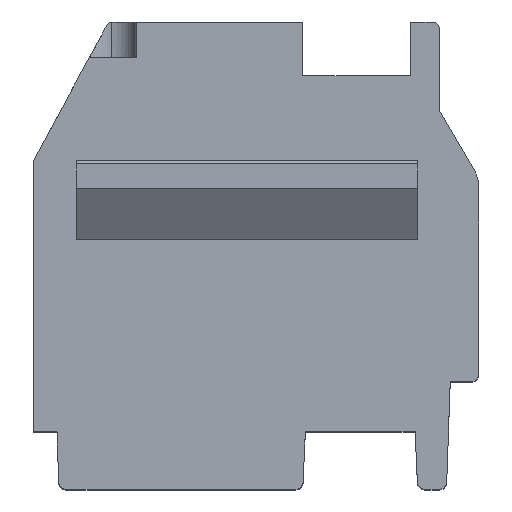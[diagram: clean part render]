
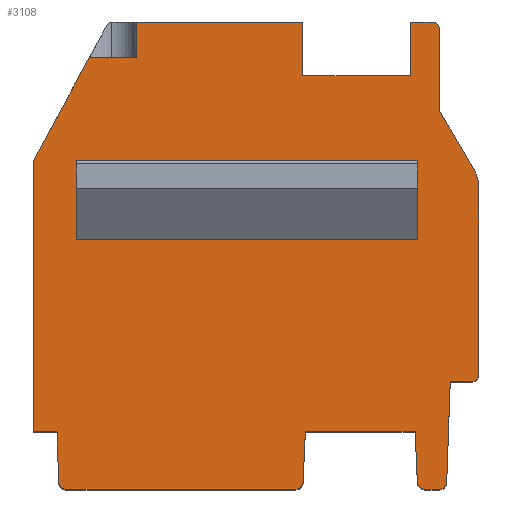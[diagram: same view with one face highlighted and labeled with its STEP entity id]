
A CAD part, top view. The second image highlights one B-rep face of the part: STEP entity #3108.
In plain terms, the highlighted planar face has unit normal (0, 0, 1).
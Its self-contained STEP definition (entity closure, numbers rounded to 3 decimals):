
#13=DIRECTION('',(0.,1.,0.));
#14=VECTOR('',#13,1.55);
#15=CARTESIAN_POINT('',(-5.188,0.15,7.5));
#16=LINE('',#15,#14);
#17=DIRECTION('',(-1.,0.,0.));
#18=VECTOR('',#17,9.5);
#19=CARTESIAN_POINT('',(4.312,0.15,7.5));
#20=LINE('',#19,#18);
#21=DIRECTION('',(0.,1.,0.));
#22=VECTOR('',#21,1.55);
#23=CARTESIAN_POINT('',(4.312,0.15,7.5));
#24=LINE('',#23,#22);
#25=DIRECTION('',(-1.,0.,0.));
#26=VECTOR('',#25,9.5);
#27=CARTESIAN_POINT('',(4.312,1.7,7.5));
#28=LINE('',#27,#26);
#29=DIRECTION('',(0.045,0.999,0.));
#30=VECTOR('',#29,1.411);
#31=CARTESIAN_POINT('',(1.12,-6.609,7.5));
#32=LINE('',#31,#30);
#33=CARTESIAN_POINT('',(0.92,-6.6,7.5));
#34=DIRECTION('',(0.,0.,1.));
#35=DIRECTION('',(0.,-1.,0.));
#36=AXIS2_PLACEMENT_3D('',#33,#34,#35);
#38=DIRECTION('',(1.,0.,0.));
#39=VECTOR('',#38,6.396);
#40=CARTESIAN_POINT('',(-5.475,-6.8,7.5));
#41=LINE('',#40,#39);
#42=CARTESIAN_POINT('',(-5.475,-6.6,7.5));
#43=DIRECTION('',(0.,0.,1.));
#44=DIRECTION('',(-0.999,-0.035,0.));
#45=AXIS2_PLACEMENT_3D('',#42,#43,#44);
#47=DIRECTION('',(0.035,-0.999,0.));
#48=VECTOR('',#47,1.408);
#49=CARTESIAN_POINT('',(-5.724,-5.2,7.5));
#50=LINE('',#49,#48);
#51=DIRECTION('',(0.,1.,0.));
#52=VECTOR('',#51,7.53);
#53=CARTESIAN_POINT('',(-6.388,-5.2,7.5));
#54=LINE('',#53,#52);
#55=DIRECTION('',(-0.477,-0.879,0.));
#56=VECTOR('',#55,3.266);
#57=CARTESIAN_POINT('',(-4.83,5.2,7.5));
#58=LINE('',#57,#56);
#59=DIRECTION('',(1.,0.,0.));
#60=VECTOR('',#59,1.316);
#61=CARTESIAN_POINT('',(-4.83,5.2,7.5));
#62=LINE('',#61,#60);
#63=DIRECTION('',(0.,1.,0.));
#64=VECTOR('',#63,1.);
#65=CARTESIAN_POINT('',(-3.514,5.2,7.5));
#66=LINE('',#65,#64);
#67=DIRECTION('',(-1.,0.,0.));
#68=VECTOR('',#67,4.626);
#69=CARTESIAN_POINT('',(1.112,6.2,7.5));
#70=LINE('',#69,#68);
#71=DIRECTION('',(0.,-1.,0.));
#72=VECTOR('',#71,1.5);
#73=CARTESIAN_POINT('',(1.112,6.2,7.5));
#74=LINE('',#73,#72);
#75=DIRECTION('',(1.,0.,0.));
#76=VECTOR('',#75,3.);
#77=CARTESIAN_POINT('',(1.112,4.7,7.5));
#78=LINE('',#77,#76);
#79=DIRECTION('',(0.,-1.,0.));
#80=VECTOR('',#79,1.5);
#81=CARTESIAN_POINT('',(4.112,6.2,7.5));
#82=LINE('',#81,#80);
#83=DIRECTION('',(-1.,0.,0.));
#84=VECTOR('',#83,0.6);
#85=CARTESIAN_POINT('',(4.712,6.2,7.5));
#86=LINE('',#85,#84);
#87=CARTESIAN_POINT('',(4.712,6.,7.5));
#88=DIRECTION('',(0.,0.,1.));
#89=DIRECTION('',(1.,0.,0.));
#90=AXIS2_PLACEMENT_3D('',#87,#88,#89);
#92=DIRECTION('',(0.,1.,0.));
#93=VECTOR('',#92,2.259);
#94=CARTESIAN_POINT('',(4.912,3.741,7.5));
#95=LINE('',#94,#93);
#96=DIRECTION('',(-0.504,0.864,0.));
#97=VECTOR('',#96,1.913);
#98=CARTESIAN_POINT('',(5.876,2.089,7.5));
#99=LINE('',#98,#97);
#100=CARTESIAN_POINT('',(5.012,1.585,7.5));
#101=DIRECTION('',(0.,0.,1.));
#102=DIRECTION('',(1.,0.,0.));
#103=AXIS2_PLACEMENT_3D('',#100,#101,#102);
#105=DIRECTION('',(0.,1.,0.));
#106=VECTOR('',#105,5.187);
#107=CARTESIAN_POINT('',(6.012,-3.602,7.5));
#108=LINE('',#107,#106);
#109=CARTESIAN_POINT('',(5.812,-3.602,7.5));
#110=DIRECTION('',(0.,0.,1.));
#111=DIRECTION('',(0.,-1.,0.));
#112=AXIS2_PLACEMENT_3D('',#109,#110,#111);
#114=DIRECTION('',(1.,0.,0.));
#115=VECTOR('',#114,0.598);
#116=CARTESIAN_POINT('',(5.214,-3.802,7.5));
#117=LINE('',#116,#115);
#118=DIRECTION('',(0.035,0.999,0.));
#119=VECTOR('',#118,2.807);
#120=CARTESIAN_POINT('',(5.116,-6.607,7.5));
#121=LINE('',#120,#119);
#122=CARTESIAN_POINT('',(4.916,-6.6,7.5));
#123=DIRECTION('',(0.,0.,-1.));
#124=DIRECTION('',(0.999,-0.035,0.));
#125=AXIS2_PLACEMENT_3D('',#122,#123,#124);
#127=DIRECTION('',(-1.,0.,0.));
#128=VECTOR('',#127,0.416);
#129=CARTESIAN_POINT('',(4.916,-6.8,7.5));
#130=LINE('',#129,#128);
#131=CARTESIAN_POINT('',(4.501,-6.6,7.5));
#132=DIRECTION('',(0.,0.,-1.));
#133=DIRECTION('',(0.,-1.,0.));
#134=AXIS2_PLACEMENT_3D('',#131,#132,#133);
#136=DIRECTION('',(-0.045,0.999,0.));
#137=VECTOR('',#136,1.411);
#138=CARTESIAN_POINT('',(4.301,-6.609,7.5));
#139=LINE('',#138,#137);
#214=DIRECTION('',(1.,0.,0.));
#215=VECTOR('',#214,0.664);
#216=CARTESIAN_POINT('',(-6.388,-5.2,7.5));
#217=LINE('',#216,#215);
#230=DIRECTION('',(1.,0.,0.));
#231=VECTOR('',#230,3.052);
#232=CARTESIAN_POINT('',(1.184,-5.2,7.5));
#233=LINE('',#232,#231);
#2363=CARTESIAN_POINT('',(4.916,-6.8,7.5));
#2364=CARTESIAN_POINT('',(4.501,-6.8,7.5));
#2365=VERTEX_POINT('',#2363);
#2366=VERTEX_POINT('',#2364);
#2367=CARTESIAN_POINT('',(5.116,-6.607,7.5));
#2368=VERTEX_POINT('',#2367);
#2369=CARTESIAN_POINT('',(-6.388,-5.2,7.5));
#2370=CARTESIAN_POINT('',(-6.388,2.33,7.5));
#2371=VERTEX_POINT('',#2369);
#2372=VERTEX_POINT('',#2370);
#2373=CARTESIAN_POINT('',(4.301,-6.609,7.5));
#2374=CARTESIAN_POINT('',(4.237,-5.2,7.5));
#2375=VERTEX_POINT('',#2373);
#2376=VERTEX_POINT('',#2374);
#2410=CARTESIAN_POINT('',(-4.83,5.2,7.5));
#2411=CARTESIAN_POINT('',(-3.514,5.2,7.5));
#2412=VERTEX_POINT('',#2410);
#2413=VERTEX_POINT('',#2411);
#2414=CARTESIAN_POINT('',(-3.514,6.2,7.5));
#2415=VERTEX_POINT('',#2414);
#2461=CARTESIAN_POINT('',(-5.188,0.15,7.5));
#2462=CARTESIAN_POINT('',(-5.188,1.7,7.5));
#2463=VERTEX_POINT('',#2461);
#2464=VERTEX_POINT('',#2462);
#2465=CARTESIAN_POINT('',(4.312,0.15,7.5));
#2466=CARTESIAN_POINT('',(4.312,1.7,7.5));
#2467=VERTEX_POINT('',#2465);
#2468=VERTEX_POINT('',#2466);
#2475=CARTESIAN_POINT('',(5.812,-3.802,7.5));
#2476=CARTESIAN_POINT('',(6.012,-3.602,7.5));
#2477=VERTEX_POINT('',#2475);
#2478=VERTEX_POINT('',#2476);
#2479=CARTESIAN_POINT('',(6.012,1.585,7.5));
#2480=VERTEX_POINT('',#2479);
#2481=CARTESIAN_POINT('',(5.876,2.089,7.5));
#2482=VERTEX_POINT('',#2481);
#2495=CARTESIAN_POINT('',(5.214,-3.802,7.5));
#2496=VERTEX_POINT('',#2495);
#2501=CARTESIAN_POINT('',(4.912,3.741,7.5));
#2502=VERTEX_POINT('',#2501);
#2503=CARTESIAN_POINT('',(4.912,6.,7.5));
#2504=VERTEX_POINT('',#2503);
#2535=CARTESIAN_POINT('',(4.712,6.2,7.5));
#2536=VERTEX_POINT('',#2535);
#2685=CARTESIAN_POINT('',(4.112,6.2,7.5));
#2686=CARTESIAN_POINT('',(4.112,4.7,7.5));
#2687=VERTEX_POINT('',#2685);
#2688=VERTEX_POINT('',#2686);
#2689=CARTESIAN_POINT('',(1.112,6.2,7.5));
#2690=CARTESIAN_POINT('',(1.112,4.7,7.5));
#2691=VERTEX_POINT('',#2689);
#2692=VERTEX_POINT('',#2690);
#2763=CARTESIAN_POINT('',(-5.675,-6.607,7.5));
#2764=CARTESIAN_POINT('',(-5.475,-6.8,7.5));
#2765=VERTEX_POINT('',#2763);
#2766=VERTEX_POINT('',#2764);
#2767=CARTESIAN_POINT('',(0.92,-6.8,7.5));
#2768=VERTEX_POINT('',#2767);
#2769=CARTESIAN_POINT('',(1.12,-6.609,7.5));
#2770=VERTEX_POINT('',#2769);
#2783=CARTESIAN_POINT('',(-5.724,-5.2,7.5));
#2784=VERTEX_POINT('',#2783);
#2785=CARTESIAN_POINT('',(1.184,-5.2,7.5));
#2786=VERTEX_POINT('',#2785);
#3035=CARTESIAN_POINT('',(0.,0.,7.5));
#3036=DIRECTION('',(0.,0.,1.));
#3037=DIRECTION('',(1.,0.,0.));
#3038=AXIS2_PLACEMENT_3D('',#3035,#3036,#3037);
#3039=PLANE('',#3038);
#3041=ORIENTED_EDGE('',*,*,#3040,.F.);
#3043=ORIENTED_EDGE('',*,*,#3042,.F.);
#3045=ORIENTED_EDGE('',*,*,#3044,.F.);
#3047=ORIENTED_EDGE('',*,*,#3046,.F.);
#3049=ORIENTED_EDGE('',*,*,#3048,.F.);
#3051=ORIENTED_EDGE('',*,*,#3050,.F.);
#3053=ORIENTED_EDGE('',*,*,#3052,.F.);
#3055=ORIENTED_EDGE('',*,*,#3054,.T.);
#3057=ORIENTED_EDGE('',*,*,#3056,.F.);
#3059=ORIENTED_EDGE('',*,*,#3058,.T.);
#3061=ORIENTED_EDGE('',*,*,#3060,.T.);
#3063=ORIENTED_EDGE('',*,*,#3062,.F.);
#3065=ORIENTED_EDGE('',*,*,#3064,.T.);
#3067=ORIENTED_EDGE('',*,*,#3066,.T.);
#3069=ORIENTED_EDGE('',*,*,#3068,.F.);
#3071=ORIENTED_EDGE('',*,*,#3070,.F.);
#3073=ORIENTED_EDGE('',*,*,#3072,.F.);
#3075=ORIENTED_EDGE('',*,*,#3074,.F.);
#3077=ORIENTED_EDGE('',*,*,#3076,.F.);
#3079=ORIENTED_EDGE('',*,*,#3078,.F.);
#3081=ORIENTED_EDGE('',*,*,#3080,.F.);
#3083=ORIENTED_EDGE('',*,*,#3082,.F.);
#3085=ORIENTED_EDGE('',*,*,#3084,.F.);
#3087=ORIENTED_EDGE('',*,*,#3086,.F.);
#3089=ORIENTED_EDGE('',*,*,#3088,.T.);
#3091=ORIENTED_EDGE('',*,*,#3090,.T.);
#3093=ORIENTED_EDGE('',*,*,#3092,.T.);
#3095=ORIENTED_EDGE('',*,*,#3094,.T.);
#3096=EDGE_LOOP('',(#3041,#3043,#3045,#3047,#3049,#3051,#3053,#3055,#3057,#3059,
#3061,#3063,#3065,#3067,#3069,#3071,#3073,#3075,#3077,#3079,#3081,#3083,#3085,
#3087,#3089,#3091,#3093,#3095));
#3097=FACE_OUTER_BOUND('',#3096,.F.);
#3099=ORIENTED_EDGE('',*,*,#3098,.F.);
#3101=ORIENTED_EDGE('',*,*,#3100,.F.);
#3103=ORIENTED_EDGE('',*,*,#3102,.T.);
#3105=ORIENTED_EDGE('',*,*,#3104,.T.);
#3106=EDGE_LOOP('',(#3099,#3101,#3103,#3105));
#3107=FACE_BOUND('',#3106,.F.);
#37=CIRCLE('',#36,0.2);
#46=CIRCLE('',#45,0.2);
#91=CIRCLE('',#90,0.2);
#104=CIRCLE('',#103,1.);
#113=CIRCLE('',#112,0.2);
#126=CIRCLE('',#125,0.2);
#135=CIRCLE('',#134,0.2);
#3040=EDGE_CURVE('',#2786,#2376,#233,.T.);
#3042=EDGE_CURVE('',#2770,#2786,#32,.T.);
#3044=EDGE_CURVE('',#2768,#2770,#37,.T.);
#3046=EDGE_CURVE('',#2766,#2768,#41,.T.);
#3048=EDGE_CURVE('',#2765,#2766,#46,.T.);
#3050=EDGE_CURVE('',#2784,#2765,#50,.T.);
#3052=EDGE_CURVE('',#2371,#2784,#217,.T.);
#3054=EDGE_CURVE('',#2371,#2372,#54,.T.);
#3056=EDGE_CURVE('',#2412,#2372,#58,.T.);
#3058=EDGE_CURVE('',#2412,#2413,#62,.T.);
#3060=EDGE_CURVE('',#2413,#2415,#66,.T.);
#3062=EDGE_CURVE('',#2691,#2415,#70,.T.);
#3064=EDGE_CURVE('',#2691,#2692,#74,.T.);
#3066=EDGE_CURVE('',#2692,#2688,#78,.T.);
#3068=EDGE_CURVE('',#2687,#2688,#82,.T.);
#3070=EDGE_CURVE('',#2536,#2687,#86,.T.);
#3072=EDGE_CURVE('',#2504,#2536,#91,.T.);
#3074=EDGE_CURVE('',#2502,#2504,#95,.T.);
#3076=EDGE_CURVE('',#2482,#2502,#99,.T.);
#3078=EDGE_CURVE('',#2480,#2482,#104,.T.);
#3080=EDGE_CURVE('',#2478,#2480,#108,.T.);
#3082=EDGE_CURVE('',#2477,#2478,#113,.T.);
#3084=EDGE_CURVE('',#2496,#2477,#117,.T.);
#3086=EDGE_CURVE('',#2368,#2496,#121,.T.);
#3088=EDGE_CURVE('',#2368,#2365,#126,.T.);
#3090=EDGE_CURVE('',#2365,#2366,#130,.T.);
#3092=EDGE_CURVE('',#2366,#2375,#135,.T.);
#3094=EDGE_CURVE('',#2375,#2376,#139,.T.);
#3098=EDGE_CURVE('',#2463,#2464,#16,.T.);
#3100=EDGE_CURVE('',#2467,#2463,#20,.T.);
#3102=EDGE_CURVE('',#2467,#2468,#24,.T.);
#3104=EDGE_CURVE('',#2468,#2464,#28,.T.);
#3108=ADVANCED_FACE('',(#3097,#3107),#3039,.T.);
